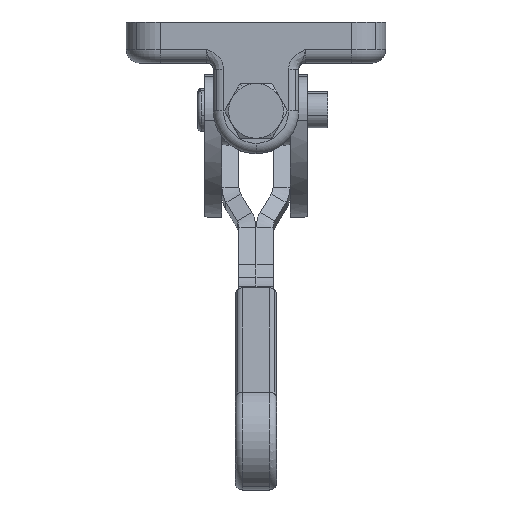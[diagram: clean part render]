
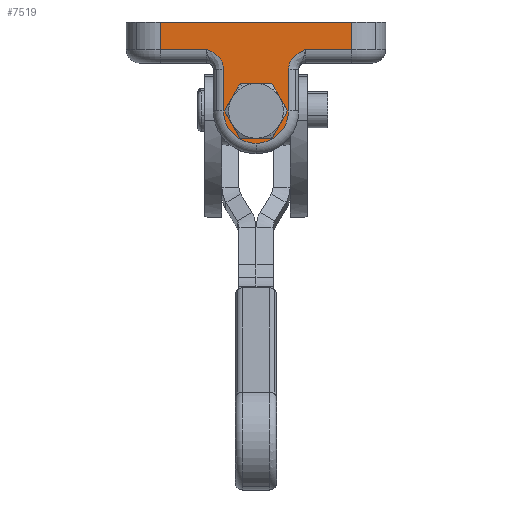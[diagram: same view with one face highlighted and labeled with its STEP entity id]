
A CAD part, left-side view. The second image highlights one B-rep face of the part: STEP entity #7519.
In plain terms, the highlighted planar face has unit normal (-1, 0, 0).
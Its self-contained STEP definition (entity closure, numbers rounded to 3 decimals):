
#793=CARTESIAN_POINT('',(1.611,12.343,-7.0));
#794=VERTEX_POINT('',#793);
#803=CARTESIAN_POINT('',(1.611,4.343,-7.0));
#804=VERTEX_POINT('',#803);
#805=CARTESIAN_POINT('',(1.611,8.343,-7.0));
#806=DIRECTION('',(1.0,0.0,0.0));
#807=DIRECTION('',(0.0,0.0,-1.0));
#808=AXIS2_PLACEMENT_3D('',#805,#806,#807);
#809=CIRCLE('',#808,4.0);
#810=EDGE_CURVE('',#804,#794,#809,.T.);
#3336=CARTESIAN_POINT('',(1.611,13.093,-7.0));
#3337=VERTEX_POINT('',#3336);
#3345=CARTESIAN_POINT('',(1.611,13.093,-0.958));
#3346=VERTEX_POINT('',#3345);
#3347=CARTESIAN_POINT('',(1.611,13.093,-7.0));
#3348=DIRECTION('',(0.0,0.0,1.0));
#3349=VECTOR('',#3348,6.042);
#3350=LINE('',#3347,#3349);
#3351=EDGE_CURVE('',#3337,#3346,#3350,.T.);
#3368=CARTESIAN_POINT('',(1.611,8.343,-11.75));
#3369=VERTEX_POINT('',#3368);
#3377=CARTESIAN_POINT('',(1.611,8.343,-7.0));
#3378=DIRECTION('',(1.0,0.0,0.0));
#3379=DIRECTION('',(0.0,0.0,-1.0));
#3380=AXIS2_PLACEMENT_3D('',#3377,#3378,#3379);
#3381=CIRCLE('',#3380,4.75);
#3382=EDGE_CURVE('',#3369,#3337,#3381,.T.);
#3420=CARTESIAN_POINT('',(1.611,3.593,-0.958));
#3421=VERTEX_POINT('',#3420);
#3429=CARTESIAN_POINT('',(1.611,3.593,-7.0));
#3430=VERTEX_POINT('',#3429);
#3431=CARTESIAN_POINT('',(1.611,3.593,-0.958));
#3432=DIRECTION('',(0.0,0.0,-1.0));
#3433=VECTOR('',#3432,6.042);
#3434=LINE('',#3431,#3433);
#3435=EDGE_CURVE('',#3421,#3430,#3434,.T.);
#4380=CARTESIAN_POINT('',(1.611,22.343,2.0));
#4381=VERTEX_POINT('',#4380);
#4389=CARTESIAN_POINT('',(1.611,22.343,6.));
#4390=VERTEX_POINT('',#4389);
#4391=CARTESIAN_POINT('',(1.611,22.343,2.0));
#4392=DIRECTION('',(0.0,0.0,1.0));
#4393=VECTOR('',#4392,4.);
#4394=LINE('',#4391,#4393);
#4395=EDGE_CURVE('',#4381,#4390,#4394,.T.);
#7406=CARTESIAN_POINT('',(1.611,-5.657,6.));
#7407=VERTEX_POINT('',#7406);
#7415=CARTESIAN_POINT('',(1.611,-5.657,2.0));
#7416=VERTEX_POINT('',#7415);
#7417=CARTESIAN_POINT('',(1.611,-5.657,6.));
#7418=DIRECTION('',(0.0,0.0,-1.0));
#7419=VECTOR('',#7418,4.);
#7420=LINE('',#7417,#7419);
#7421=EDGE_CURVE('',#7407,#7416,#7420,.T.);
#7433=CARTESIAN_POINT('',(1.611,-10.657,0.0));
#7434=DIRECTION('',(-1.0,0.0,0.0));
#7435=DIRECTION('',(0.0,0.0,1.0));
#7436=AXIS2_PLACEMENT_3D('',#7433,#7434,#7435);
#7437=PLANE('',#7436);
#7438=CARTESIAN_POINT('',(1.611,1.093,2.0));
#7439=VERTEX_POINT('',#7438);
#7440=CARTESIAN_POINT('',(1.611,1.093,2.0));
#7441=CARTESIAN_POINT('',(1.611,1.538,1.801));
#7442=CARTESIAN_POINT('',(1.611,1.984,1.597));
#7443=CARTESIAN_POINT('',(1.611,2.733,1.044));
#7444=CARTESIAN_POINT('',(1.611,3.04,0.715));
#7445=CARTESIAN_POINT('',(1.611,3.389,0.087));
#7446=CARTESIAN_POINT('',(1.611,3.487,-0.172));
#7447=CARTESIAN_POINT('',(1.611,3.576,-0.614));
#7448=CARTESIAN_POINT('',(1.611,3.593,-0.787));
#7449=CARTESIAN_POINT('',(1.611,3.593,-0.958));
#7450=B_SPLINE_CURVE_WITH_KNOTS('',3,(#7440,#7441,#7442,#7443,#7444,#7445,#7446,#7447,#7448,#7449),.UNSPECIFIED.,.F.,.U.,(4,2,2,2,4),(-0.001,0.145,0.277,0.359,0.411),.UNSPECIFIED.);
#7451=EDGE_CURVE('',#7439,#3421,#7450,.T.);
#7452=ORIENTED_EDGE('',*,*,#7451,.F.);
#7453=CARTESIAN_POINT('',(1.611,-5.657,2.0));
#7454=DIRECTION('',(0.0,1.0,0.0));
#7455=VECTOR('',#7454,6.75);
#7456=LINE('',#7453,#7455);
#7457=EDGE_CURVE('',#7416,#7439,#7456,.T.);
#7458=ORIENTED_EDGE('',*,*,#7457,.F.);
#7459=ORIENTED_EDGE('',*,*,#7421,.F.);
#7460=CARTESIAN_POINT('',(1.611,-5.657,6.));
#7461=DIRECTION('',(0.0,1.0,0.0));
#7462=VECTOR('',#7461,28.0);
#7463=LINE('',#7460,#7462);
#7464=EDGE_CURVE('',#7407,#4390,#7463,.T.);
#7465=ORIENTED_EDGE('',*,*,#7464,.T.);
#7466=ORIENTED_EDGE('',*,*,#4395,.F.);
#7467=CARTESIAN_POINT('',(1.611,15.593,2.0));
#7468=VERTEX_POINT('',#7467);
#7469=CARTESIAN_POINT('',(1.611,15.593,2.0));
#7470=DIRECTION('',(0.0,1.0,0.0));
#7471=VECTOR('',#7470,6.75);
#7472=LINE('',#7469,#7471);
#7473=EDGE_CURVE('',#7468,#4381,#7472,.T.);
#7474=ORIENTED_EDGE('',*,*,#7473,.F.);
#7475=CARTESIAN_POINT('',(1.611,13.093,-0.958));
#7476=CARTESIAN_POINT('',(1.611,13.093,-0.787));
#7477=CARTESIAN_POINT('',(1.611,13.111,-0.614));
#7478=CARTESIAN_POINT('',(1.611,13.2,-0.172));
#7479=CARTESIAN_POINT('',(1.611,13.297,0.087));
#7480=CARTESIAN_POINT('',(1.611,13.646,0.715));
#7481=CARTESIAN_POINT('',(1.611,13.954,1.044));
#7482=CARTESIAN_POINT('',(1.611,14.703,1.597));
#7483=CARTESIAN_POINT('',(1.611,15.149,1.801));
#7484=CARTESIAN_POINT('',(1.611,15.593,2.0));
#7485=B_SPLINE_CURVE_WITH_KNOTS('',3,(#7475,#7476,#7477,#7478,#7479,#7480,#7481,#7482,#7483,#7484),.UNSPECIFIED.,.F.,.U.,(4,2,2,2,4),(0.0,0.051,0.134,0.265,0.412),.UNSPECIFIED.);
#7486=EDGE_CURVE('',#3346,#7468,#7485,.T.);
#7487=ORIENTED_EDGE('',*,*,#7486,.F.);
#7488=ORIENTED_EDGE('',*,*,#3351,.F.);
#7489=ORIENTED_EDGE('',*,*,#3382,.F.);
#7490=CARTESIAN_POINT('',(1.611,8.343,-7.0));
#7491=DIRECTION('',(1.0,0.0,0.0));
#7492=DIRECTION('',(0.0,0.0,-1.0));
#7493=AXIS2_PLACEMENT_3D('',#7490,#7491,#7492);
#7494=CIRCLE('',#7493,4.75);
#7495=EDGE_CURVE('',#3430,#3369,#7494,.T.);
#7496=ORIENTED_EDGE('',*,*,#7495,.F.);
#7497=ORIENTED_EDGE('',*,*,#3435,.F.);
#7498=EDGE_LOOP('',(#7452,#7458,#7459,#7465,#7466,#7474,#7487,#7488,#7489,#7496,#7497));
#7499=FACE_OUTER_BOUND('',#7498,.T.);
#7500=CARTESIAN_POINT('',(1.611,8.343,-3.));
#7501=VERTEX_POINT('',#7500);
#7502=CARTESIAN_POINT('',(1.611,8.343,-7.0));
#7503=DIRECTION('',(1.0,0.0,0.0));
#7504=DIRECTION('',(0.0,0.0,-1.0));
#7505=AXIS2_PLACEMENT_3D('',#7502,#7503,#7504);
#7506=CIRCLE('',#7505,4.0);
#7507=EDGE_CURVE('',#7501,#804,#7506,.T.);
#7508=ORIENTED_EDGE('',*,*,#7507,.T.);
#7509=ORIENTED_EDGE('',*,*,#810,.T.);
#7510=CARTESIAN_POINT('',(1.611,8.343,-7.0));
#7511=DIRECTION('',(1.0,0.0,0.0));
#7512=DIRECTION('',(0.0,0.0,-1.0));
#7513=AXIS2_PLACEMENT_3D('',#7510,#7511,#7512);
#7514=CIRCLE('',#7513,4.0);
#7515=EDGE_CURVE('',#794,#7501,#7514,.T.);
#7516=ORIENTED_EDGE('',*,*,#7515,.T.);
#7517=EDGE_LOOP('',(#7508,#7509,#7516));
#7518=FACE_BOUND('',#7517,.T.);
#7519=ADVANCED_FACE('',(#7499,#7518),#7437,.T.);
